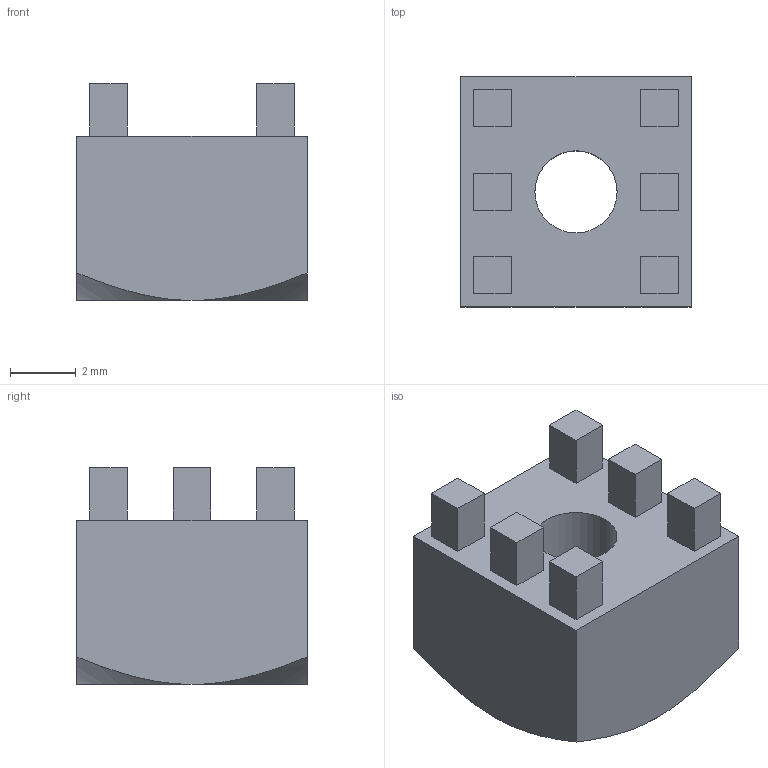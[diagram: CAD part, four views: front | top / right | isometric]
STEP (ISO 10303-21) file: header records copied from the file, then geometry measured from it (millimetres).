
FILE_DESCRIPTION (( 'STEP AP203' ), '1' );
FILE_NAME ('96556-A.STEP', '2013-12-17T20:35:51', ( 'Hajo' ), ( 'Microsoft' ), 'SwSTEP 2.0', 'SolidWorks 2011', '' );
FILE_SCHEMA (( 'CONFIG_CONTROL_DESIGN' ));
Length unit declared in the file: millimetre
Products named in the file (1): 96556-A
Bounding box: 7 x 7 x 6.6 mm (x, y, z)
Volume: 230 mm3; surface area: 304.1 mm2
Topology: 1 solids, 1 shells, 42 faces, 98 edges, 64 vertices
Faces by surface type: plane 36, cone 4, cylinder 2
Entity records: 1291 total; most frequent: CARTESIAN_POINT 253, ORIENTED_EDGE 196, DIRECTION 184, EDGE_CURVE 98, LINE 82, VECTOR 82, VERTEX_POINT 64, AXIS2_PLACEMENT_3D 51
